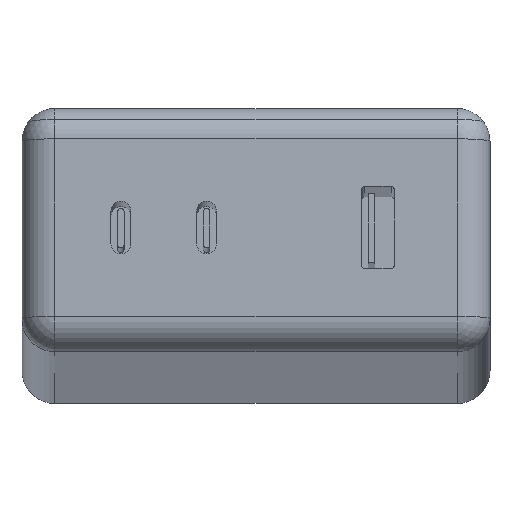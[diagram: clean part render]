
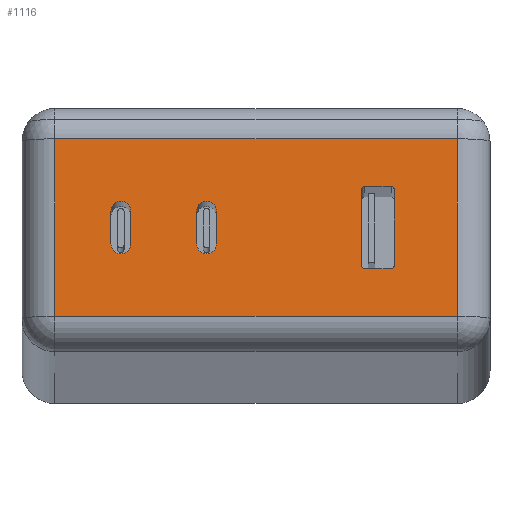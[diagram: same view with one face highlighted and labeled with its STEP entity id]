
A CAD part, front view. The second image highlights one B-rep face of the part: STEP entity #1116.
In plain terms, the highlighted planar face has unit normal (0, -0.997, 0.079).
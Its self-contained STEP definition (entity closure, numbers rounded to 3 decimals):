
#16=FACE_BOUND('',#195,.T.);
#17=FACE_BOUND('',#196,.T.);
#18=FACE_BOUND('',#197,.T.);
#121=FACE_OUTER_BOUND('',#194,.T.);
#194=EDGE_LOOP('',(#916,#917,#918,#919));
#195=EDGE_LOOP('',(#920,#921,#922,#923,#924,#925,#926,#927));
#196=EDGE_LOOP('',(#928,#929,#930,#931));
#197=EDGE_LOOP('',(#932,#933,#934,#935));
#244=CIRCLE('',#1203,0.5);
#245=CIRCLE('',#1206,0.5);
#246=CIRCLE('',#1210,0.5);
#247=CIRCLE('',#1213,0.5);
#250=CIRCLE('',#1218,1.5);
#251=CIRCLE('',#1222,1.5);
#254=CIRCLE('',#1228,1.5);
#255=CIRCLE('',#1230,1.5);
#327=LINE('',#1782,#423);
#330=LINE('',#1790,#426);
#332=LINE('',#1794,#428);
#335=LINE('',#1802,#431);
#341=LINE('',#1823,#437);
#342=LINE('',#1826,#438);
#347=LINE('',#1843,#443);
#351=LINE('',#1854,#447);
#356=LINE('',#1867,#452);
#357=LINE('',#1869,#453);
#358=LINE('',#1871,#454);
#359=LINE('',#1872,#455);
#423=VECTOR('',#1427,10.);
#426=VECTOR('',#1436,10.);
#428=VECTOR('',#1440,10.);
#431=VECTOR('',#1449,10.);
#437=VECTOR('',#1471,10.);
#438=VECTOR('',#1474,10.);
#443=VECTOR('',#1491,10.);
#447=VECTOR('',#1505,10.);
#452=VECTOR('',#1514,10.);
#453=VECTOR('',#1515,10.);
#454=VECTOR('',#1516,10.);
#455=VECTOR('',#1517,10.);
#518=VERTEX_POINT('',#1774);
#519=VERTEX_POINT('',#1776);
#520=VERTEX_POINT('',#1780);
#521=VERTEX_POINT('',#1784);
#522=VERTEX_POINT('',#1788);
#523=VERTEX_POINT('',#1792);
#524=VERTEX_POINT('',#1796);
#525=VERTEX_POINT('',#1800);
#530=VERTEX_POINT('',#1815);
#531=VERTEX_POINT('',#1817);
#532=VERTEX_POINT('',#1821);
#533=VERTEX_POINT('',#1825);
#538=VERTEX_POINT('',#1840);
#539=VERTEX_POINT('',#1842);
#540=VERTEX_POINT('',#1846);
#541=VERTEX_POINT('',#1850);
#546=VERTEX_POINT('',#1865);
#547=VERTEX_POINT('',#1866);
#548=VERTEX_POINT('',#1868);
#549=VERTEX_POINT('',#1870);
#634=EDGE_CURVE('',#519,#518,#244,.T.);
#636=EDGE_CURVE('',#520,#519,#327,.T.);
#638=EDGE_CURVE('',#521,#520,#245,.T.);
#640=EDGE_CURVE('',#522,#521,#330,.T.);
#642=EDGE_CURVE('',#518,#523,#332,.T.);
#644=EDGE_CURVE('',#523,#524,#246,.T.);
#646=EDGE_CURVE('',#524,#525,#335,.T.);
#647=EDGE_CURVE('',#525,#522,#247,.T.);
#653=EDGE_CURVE('',#530,#531,#250,.T.);
#656=EDGE_CURVE('',#532,#530,#341,.T.);
#657=EDGE_CURVE('',#531,#533,#342,.T.);
#659=EDGE_CURVE('',#533,#532,#251,.T.);
#665=EDGE_CURVE('',#538,#539,#347,.T.);
#668=EDGE_CURVE('',#540,#538,#254,.T.);
#669=EDGE_CURVE('',#539,#541,#255,.T.);
#671=EDGE_CURVE('',#541,#540,#351,.T.);
#676=EDGE_CURVE('',#546,#547,#356,.T.);
#677=EDGE_CURVE('',#547,#548,#357,.T.);
#678=EDGE_CURVE('',#548,#549,#358,.T.);
#679=EDGE_CURVE('',#549,#546,#359,.T.);
#916=ORIENTED_EDGE('',*,*,#676,.T.);
#917=ORIENTED_EDGE('',*,*,#677,.T.);
#918=ORIENTED_EDGE('',*,*,#678,.T.);
#919=ORIENTED_EDGE('',*,*,#679,.T.);
#920=ORIENTED_EDGE('',*,*,#634,.F.);
#921=ORIENTED_EDGE('',*,*,#636,.F.);
#922=ORIENTED_EDGE('',*,*,#638,.F.);
#923=ORIENTED_EDGE('',*,*,#640,.F.);
#924=ORIENTED_EDGE('',*,*,#647,.F.);
#925=ORIENTED_EDGE('',*,*,#646,.F.);
#926=ORIENTED_EDGE('',*,*,#644,.F.);
#927=ORIENTED_EDGE('',*,*,#642,.F.);
#928=ORIENTED_EDGE('',*,*,#653,.F.);
#929=ORIENTED_EDGE('',*,*,#656,.F.);
#930=ORIENTED_EDGE('',*,*,#659,.F.);
#931=ORIENTED_EDGE('',*,*,#657,.F.);
#932=ORIENTED_EDGE('',*,*,#665,.F.);
#933=ORIENTED_EDGE('',*,*,#668,.F.);
#934=ORIENTED_EDGE('',*,*,#671,.F.);
#935=ORIENTED_EDGE('',*,*,#669,.F.);
#1066=PLANE('',#1233);
#1116=ADVANCED_FACE('',(#121,#16,#17,#18),#1066,.F.);
#1203=AXIS2_PLACEMENT_3D('',#1778,#1422,#1423);
#1206=AXIS2_PLACEMENT_3D('',#1786,#1431,#1432);
#1210=AXIS2_PLACEMENT_3D('',#1798,#1444,#1445);
#1213=AXIS2_PLACEMENT_3D('',#1804,#1452,#1453);
#1218=AXIS2_PLACEMENT_3D('',#1818,#1465,#1466);
#1222=AXIS2_PLACEMENT_3D('',#1829,#1478,#1479);
#1228=AXIS2_PLACEMENT_3D('',#1848,#1496,#1497);
#1230=AXIS2_PLACEMENT_3D('',#1851,#1500,#1501);
#1233=AXIS2_PLACEMENT_3D('',#1864,#1512,#1513);
#1422=DIRECTION('center_axis',(0.,-0.997,0.078));
#1423=DIRECTION('ref_axis',(0.,-0.078,-0.997));
#1427=DIRECTION('',(1.,0.,0.));
#1431=DIRECTION('center_axis',(0.,-0.997,0.078));
#1432=DIRECTION('ref_axis',(-1.,0.,0.));
#1436=DIRECTION('',(0.,-0.078,-0.997));
#1440=DIRECTION('',(0.,0.078,0.997));
#1444=DIRECTION('center_axis',(0.,-0.997,0.078));
#1445=DIRECTION('ref_axis',(1.,0.,0.));
#1449=DIRECTION('',(-1.,0.,0.));
#1452=DIRECTION('center_axis',(0.,-0.997,0.078));
#1453=DIRECTION('ref_axis',(0.,0.078,0.997));
#1465=DIRECTION('center_axis',(0.,-0.997,0.078));
#1466=DIRECTION('ref_axis',(1.,0.,0.));
#1471=DIRECTION('',(0.,0.078,0.997));
#1474=DIRECTION('',(0.,-0.078,-0.997));
#1478=DIRECTION('center_axis',(0.,-0.997,0.078));
#1479=DIRECTION('ref_axis',(-1.,0.,0.));
#1491=DIRECTION('',(0.,-0.078,-0.997));
#1496=DIRECTION('center_axis',(0.,-0.997,0.078));
#1497=DIRECTION('ref_axis',(0.,0.078,0.997));
#1500=DIRECTION('center_axis',(0.,-0.997,0.078));
#1501=DIRECTION('ref_axis',(0.,-0.078,-0.997));
#1505=DIRECTION('',(0.,0.078,0.997));
#1512=DIRECTION('center_axis',(0.,0.997,-0.078));
#1513=DIRECTION('ref_axis',(-1.,0.,0.));
#1514=DIRECTION('',(0.,-0.078,-0.997));
#1515=DIRECTION('',(1.,0.,0.));
#1516=DIRECTION('',(0.,0.078,0.997));
#1517=DIRECTION('',(-1.,0.,0.));
#1774=CARTESIAN_POINT('',(21.,-98.676,20.949));
#1776=CARTESIAN_POINT('',(20.5,-98.715,20.45));
#1778=CARTESIAN_POINT('Origin',(20.5,-98.676,20.949));
#1780=CARTESIAN_POINT('',(16.5,-98.715,20.45));
#1782=CARTESIAN_POINT('',(28.,-98.715,20.45));
#1784=CARTESIAN_POINT('',(16.,-98.676,20.949));
#1786=CARTESIAN_POINT('Origin',(16.5,-98.676,20.949));
#1788=CARTESIAN_POINT('',(16.,-97.774,32.413));
#1790=CARTESIAN_POINT('',(16.,-99.176,14.594));
#1792=CARTESIAN_POINT('',(21.,-97.774,32.413));
#1794=CARTESIAN_POINT('',(21.,-98.725,20.326));
#1796=CARTESIAN_POINT('',(20.5,-97.734,32.912));
#1798=CARTESIAN_POINT('Origin',(20.5,-97.774,32.413));
#1800=CARTESIAN_POINT('',(16.5,-97.734,32.912));
#1802=CARTESIAN_POINT('',(26.,-97.734,32.912));
#1804=CARTESIAN_POINT('Origin',(16.5,-97.774,32.413));
#1815=CARTESIAN_POINT('',(-6.,-98.029,29.173));
#1817=CARTESIAN_POINT('',(-9.,-98.029,29.173));
#1818=CARTESIAN_POINT('Origin',(-7.5,-98.029,29.173));
#1821=CARTESIAN_POINT('',(-6.,-98.421,24.189));
#1823=CARTESIAN_POINT('',(-6.,-98.852,18.706));
#1825=CARTESIAN_POINT('',(-9.,-98.421,24.189));
#1826=CARTESIAN_POINT('',(-9.,-99.049,16.214));
#1829=CARTESIAN_POINT('Origin',(-7.5,-98.421,24.189));
#1840=CARTESIAN_POINT('',(-22.,-98.029,29.173));
#1842=CARTESIAN_POINT('',(-22.,-98.421,24.189));
#1843=CARTESIAN_POINT('',(-22.,-99.049,16.214));
#1846=CARTESIAN_POINT('',(-19.,-98.029,29.173));
#1848=CARTESIAN_POINT('Origin',(-20.5,-98.029,29.173));
#1850=CARTESIAN_POINT('',(-19.,-98.421,24.189));
#1851=CARTESIAN_POINT('Origin',(-20.5,-98.421,24.189));
#1854=CARTESIAN_POINT('',(-19.,-98.852,18.706));
#1864=CARTESIAN_POINT('Origin',(35.5,-99.676,8.238));
#1865=CARTESIAN_POINT('',(-30.5,-97.166,40.14));
#1866=CARTESIAN_POINT('',(-30.5,-99.284,13.223));
#1867=CARTESIAN_POINT('',(-30.5,-99.676,8.238));
#1868=CARTESIAN_POINT('',(30.5,-99.284,13.223));
#1869=CARTESIAN_POINT('',(17.75,-99.284,13.223));
#1870=CARTESIAN_POINT('',(30.5,-97.166,40.14));
#1871=CARTESIAN_POINT('',(30.5,-99.676,8.238));
#1872=CARTESIAN_POINT('',(17.75,-97.166,40.14));
